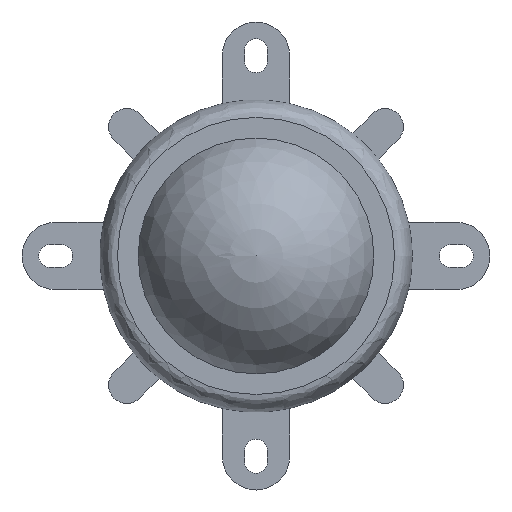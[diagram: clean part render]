
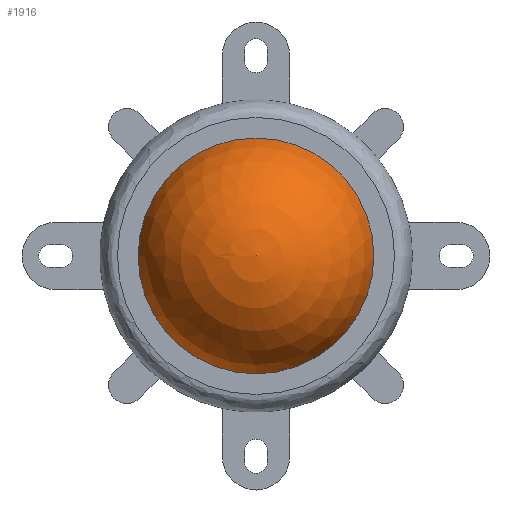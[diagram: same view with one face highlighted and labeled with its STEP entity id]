
A CAD part, top view. The second image highlights one B-rep face of the part: STEP entity #1916.
In plain terms, the highlighted spherical face has radius 20.5 mm.
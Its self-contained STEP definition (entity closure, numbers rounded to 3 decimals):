
#53=SPHERICAL_SURFACE('',#2070,20.5);
#430=FACE_OUTER_BOUND('',#543,.T.);
#543=EDGE_LOOP('',(#1288,#1289,#1290));
#672=CIRCLE('',#2069,20.);
#673=CIRCLE('',#2071,20.5);
#802=VERTEX_POINT('',#2954);
#803=VERTEX_POINT('',#2957);
#994=EDGE_CURVE('',#802,#802,#672,.T.);
#995=EDGE_CURVE('',#803,#802,#673,.T.);
#1288=ORIENTED_EDGE('',*,*,#994,.T.);
#1289=ORIENTED_EDGE('',*,*,#995,.F.);
#1290=ORIENTED_EDGE('',*,*,#995,.T.);
#1916=ADVANCED_FACE('',(#430),#53,.T.);
#2069=AXIS2_PLACEMENT_3D('',#2955,#2320,#2321);
#2070=AXIS2_PLACEMENT_3D('',#2956,#2322,#2323);
#2071=AXIS2_PLACEMENT_3D('',#2958,#2324,#2325);
#2320=DIRECTION('center_axis',(0.,0.,1.));
#2321=DIRECTION('ref_axis',(1.,0.,0.));
#2322=DIRECTION('center_axis',(0.,0.,1.));
#2323=DIRECTION('ref_axis',(1.,0.,0.));
#2324=DIRECTION('center_axis',(0.,-1.,0.));
#2325=DIRECTION('ref_axis',(-1.,0.,0.));
#2954=CARTESIAN_POINT('',(-20.,0.,3.));
#2955=CARTESIAN_POINT('Origin',(0.,0.,3.));
#2956=CARTESIAN_POINT('Origin',(0.,0.,-1.5));
#2957=CARTESIAN_POINT('',(0.,0.,19.));
#2958=CARTESIAN_POINT('Origin',(0.,0.,-1.5));
